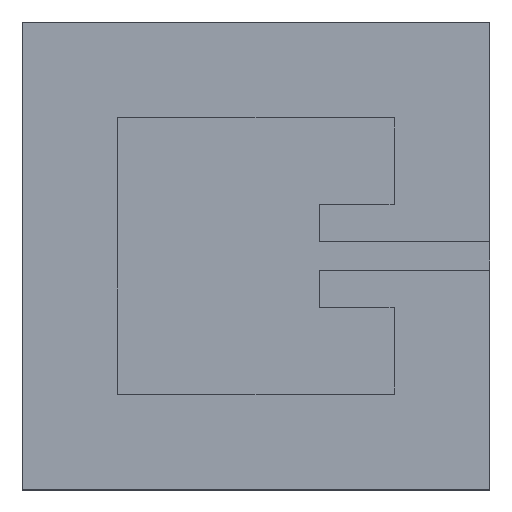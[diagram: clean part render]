
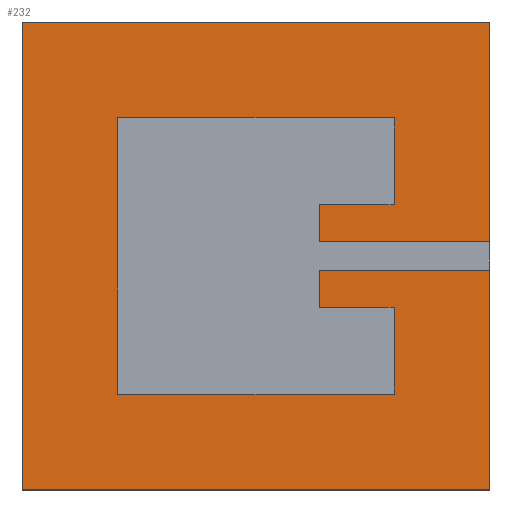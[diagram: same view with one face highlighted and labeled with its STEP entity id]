
A CAD part, top view. The second image highlights one B-rep face of the part: STEP entity #232.
In plain terms, the highlighted planar face has unit normal (0, 0, 1).
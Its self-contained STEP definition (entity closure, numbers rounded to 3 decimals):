
#24 = VERTEX_POINT('',#25);
#25 = CARTESIAN_POINT('',(-25.,-25.,1.524));
#31 = EDGE_CURVE('',#24,#32,#34,.T.);
#32 = VERTEX_POINT('',#33);
#33 = CARTESIAN_POINT('',(-25.,25.,1.524));
#34 = LINE('',#35,#36);
#35 = CARTESIAN_POINT('',(-25.,-25.,1.524));
#36 = VECTOR('',#37,1.);
#37 = DIRECTION('',(0.,1.,0.));
#64 = VERTEX_POINT('',#65);
#65 = CARTESIAN_POINT('',(25.,-25.,1.524));
#71 = EDGE_CURVE('',#64,#24,#72,.T.);
#72 = LINE('',#73,#74);
#73 = CARTESIAN_POINT('',(25.,-25.,1.524));
#74 = VECTOR('',#75,1.);
#75 = DIRECTION('',(-1.,0.,0.));
#93 = EDGE_CURVE('',#32,#94,#96,.T.);
#94 = VERTEX_POINT('',#95);
#95 = CARTESIAN_POINT('',(25.,25.,1.524));
#96 = LINE('',#97,#98);
#97 = CARTESIAN_POINT('',(-25.,25.,1.524));
#98 = VECTOR('',#99,1.);
#99 = DIRECTION('',(1.,0.,0.));
#232 = ADVANCED_FACE('',(#233),#340,.T.);
#233 = FACE_BOUND('',#234,.T.);
#234 = EDGE_LOOP('',(#235,#236,#237,#245,#253,#261,#269,#277,#285,#293,
    #301,#309,#317,#325,#333,#339));
#235 = ORIENTED_EDGE('',*,*,#31,.F.);
#236 = ORIENTED_EDGE('',*,*,#71,.F.);
#237 = ORIENTED_EDGE('',*,*,#238,.F.);
#238 = EDGE_CURVE('',#239,#64,#241,.T.);
#239 = VERTEX_POINT('',#240);
#240 = CARTESIAN_POINT('',(25.,-1.5,1.524));
#241 = LINE('',#242,#243);
#242 = CARTESIAN_POINT('',(25.,25.,1.524));
#243 = VECTOR('',#244,1.);
#244 = DIRECTION('',(0.,-1.,0.));
#245 = ORIENTED_EDGE('',*,*,#246,.F.);
#246 = EDGE_CURVE('',#247,#239,#249,.T.);
#247 = VERTEX_POINT('',#248);
#248 = CARTESIAN_POINT('',(6.75,-1.5,1.524));
#249 = LINE('',#250,#251);
#250 = CARTESIAN_POINT('',(6.75,-1.5,1.524));
#251 = VECTOR('',#252,1.);
#252 = DIRECTION('',(1.,0.,0.));
#253 = ORIENTED_EDGE('',*,*,#254,.F.);
#254 = EDGE_CURVE('',#255,#247,#257,.T.);
#255 = VERTEX_POINT('',#256);
#256 = CARTESIAN_POINT('',(6.75,-5.5,1.524));
#257 = LINE('',#258,#259);
#258 = CARTESIAN_POINT('',(6.75,-5.5,1.524));
#259 = VECTOR('',#260,1.);
#260 = DIRECTION('',(0.,1.,0.));
#261 = ORIENTED_EDGE('',*,*,#262,.F.);
#262 = EDGE_CURVE('',#263,#255,#265,.T.);
#263 = VERTEX_POINT('',#264);
#264 = CARTESIAN_POINT('',(14.75,-5.5,1.524));
#265 = LINE('',#266,#267);
#266 = CARTESIAN_POINT('',(14.75,-5.5,1.524));
#267 = VECTOR('',#268,1.);
#268 = DIRECTION('',(-1.,0.,0.));
#269 = ORIENTED_EDGE('',*,*,#270,.F.);
#270 = EDGE_CURVE('',#271,#263,#273,.T.);
#271 = VERTEX_POINT('',#272);
#272 = CARTESIAN_POINT('',(14.75,-14.75,1.524));
#273 = LINE('',#274,#275);
#274 = CARTESIAN_POINT('',(14.75,-14.75,1.524));
#275 = VECTOR('',#276,1.);
#276 = DIRECTION('',(0.,1.,0.));
#277 = ORIENTED_EDGE('',*,*,#278,.F.);
#278 = EDGE_CURVE('',#279,#271,#281,.T.);
#279 = VERTEX_POINT('',#280);
#280 = CARTESIAN_POINT('',(-14.75,-14.75,1.524));
#281 = LINE('',#282,#283);
#282 = CARTESIAN_POINT('',(-14.75,-14.75,1.524));
#283 = VECTOR('',#284,1.);
#284 = DIRECTION('',(1.,0.,0.));
#285 = ORIENTED_EDGE('',*,*,#286,.F.);
#286 = EDGE_CURVE('',#287,#279,#289,.T.);
#287 = VERTEX_POINT('',#288);
#288 = CARTESIAN_POINT('',(-14.75,14.75,1.524));
#289 = LINE('',#290,#291);
#290 = CARTESIAN_POINT('',(-14.75,14.75,1.524));
#291 = VECTOR('',#292,1.);
#292 = DIRECTION('',(0.,-1.,0.));
#293 = ORIENTED_EDGE('',*,*,#294,.F.);
#294 = EDGE_CURVE('',#295,#287,#297,.T.);
#295 = VERTEX_POINT('',#296);
#296 = CARTESIAN_POINT('',(14.75,14.75,1.524));
#297 = LINE('',#298,#299);
#298 = CARTESIAN_POINT('',(14.75,14.75,1.524));
#299 = VECTOR('',#300,1.);
#300 = DIRECTION('',(-1.,0.,0.));
#301 = ORIENTED_EDGE('',*,*,#302,.F.);
#302 = EDGE_CURVE('',#303,#295,#305,.T.);
#303 = VERTEX_POINT('',#304);
#304 = CARTESIAN_POINT('',(14.75,5.5,1.524));
#305 = LINE('',#306,#307);
#306 = CARTESIAN_POINT('',(14.75,5.5,1.524));
#307 = VECTOR('',#308,1.);
#308 = DIRECTION('',(0.,1.,0.));
#309 = ORIENTED_EDGE('',*,*,#310,.F.);
#310 = EDGE_CURVE('',#311,#303,#313,.T.);
#311 = VERTEX_POINT('',#312);
#312 = CARTESIAN_POINT('',(6.75,5.5,1.524));
#313 = LINE('',#314,#315);
#314 = CARTESIAN_POINT('',(6.75,5.5,1.524));
#315 = VECTOR('',#316,1.);
#316 = DIRECTION('',(1.,0.,0.));
#317 = ORIENTED_EDGE('',*,*,#318,.F.);
#318 = EDGE_CURVE('',#319,#311,#321,.T.);
#319 = VERTEX_POINT('',#320);
#320 = CARTESIAN_POINT('',(6.75,1.5,1.524));
#321 = LINE('',#322,#323);
#322 = CARTESIAN_POINT('',(6.75,1.5,1.524));
#323 = VECTOR('',#324,1.);
#324 = DIRECTION('',(0.,1.,0.));
#325 = ORIENTED_EDGE('',*,*,#326,.F.);
#326 = EDGE_CURVE('',#327,#319,#329,.T.);
#327 = VERTEX_POINT('',#328);
#328 = CARTESIAN_POINT('',(25.,1.5,1.524));
#329 = LINE('',#330,#331);
#330 = CARTESIAN_POINT('',(25.,1.5,1.524));
#331 = VECTOR('',#332,1.);
#332 = DIRECTION('',(-1.,0.,0.));
#333 = ORIENTED_EDGE('',*,*,#334,.F.);
#334 = EDGE_CURVE('',#94,#327,#335,.T.);
#335 = LINE('',#336,#337);
#336 = CARTESIAN_POINT('',(25.,25.,1.524));
#337 = VECTOR('',#338,1.);
#338 = DIRECTION('',(0.,-1.,0.));
#339 = ORIENTED_EDGE('',*,*,#93,.F.);
#340 = PLANE('',#341);
#341 = AXIS2_PLACEMENT_3D('',#342,#343,#344);
#342 = CARTESIAN_POINT('',(0.,0.,1.524));
#343 = DIRECTION('',(0.,0.,1.));
#344 = DIRECTION('',(1.,0.,0.));
